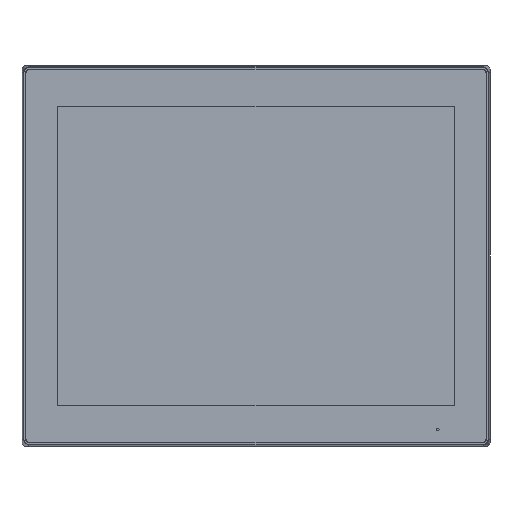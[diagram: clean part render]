
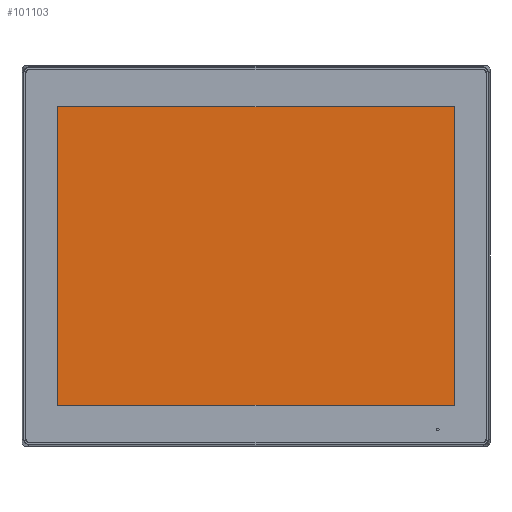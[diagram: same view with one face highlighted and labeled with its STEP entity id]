
A CAD part, top view. The second image highlights one B-rep face of the part: STEP entity #101103.
In plain terms, the highlighted planar face has unit normal (0, 0, 1).
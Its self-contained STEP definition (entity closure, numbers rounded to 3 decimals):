
#3495=LINE('',#143842,#12837);
#3496=LINE('',#143846,#12838);
#3497=LINE('',#143850,#12839);
#3498=LINE('',#143853,#12840);
#12837=VECTOR('',#116052,10.);
#12838=VECTOR('',#116055,10.);
#12839=VECTOR('',#116058,10.);
#12840=VECTOR('',#116061,10.);
#25024=FACE_OUTER_BOUND('',#30696,.T.);
#30696=EDGE_LOOP('',(#65639,#65640,#65641,#65642,#65643,#65644,#65645,#65646));
#37989=CIRCLE('',#106809,0.5);
#37990=CIRCLE('',#106810,0.5);
#37991=CIRCLE('',#106811,0.5);
#37992=CIRCLE('',#106812,0.5);
#41322=VERTEX_POINT('',#143838);
#41323=VERTEX_POINT('',#143839);
#41324=VERTEX_POINT('',#143841);
#41325=VERTEX_POINT('',#143843);
#41326=VERTEX_POINT('',#143845);
#41327=VERTEX_POINT('',#143847);
#41328=VERTEX_POINT('',#143849);
#41329=VERTEX_POINT('',#143851);
#51016=EDGE_CURVE('',#41322,#41323,#37989,.T.);
#51017=EDGE_CURVE('',#41323,#41324,#3495,.T.);
#51018=EDGE_CURVE('',#41324,#41325,#37990,.T.);
#51019=EDGE_CURVE('',#41325,#41326,#3496,.T.);
#51020=EDGE_CURVE('',#41326,#41327,#37991,.T.);
#51021=EDGE_CURVE('',#41327,#41328,#3497,.T.);
#51022=EDGE_CURVE('',#41328,#41329,#37992,.T.);
#51023=EDGE_CURVE('',#41329,#41322,#3498,.T.);
#65639=ORIENTED_EDGE('',*,*,#51016,.T.);
#65640=ORIENTED_EDGE('',*,*,#51017,.T.);
#65641=ORIENTED_EDGE('',*,*,#51018,.T.);
#65642=ORIENTED_EDGE('',*,*,#51019,.T.);
#65643=ORIENTED_EDGE('',*,*,#51020,.T.);
#65644=ORIENTED_EDGE('',*,*,#51021,.T.);
#65645=ORIENTED_EDGE('',*,*,#51022,.T.);
#65646=ORIENTED_EDGE('',*,*,#51023,.T.);
#94883=PLANE('',#106808);
#101103=ADVANCED_FACE('',(#25024),#94883,.T.);
#106808=AXIS2_PLACEMENT_3D('',#143837,#116048,#116049);
#106809=AXIS2_PLACEMENT_3D('',#143840,#116050,#116051);
#106810=AXIS2_PLACEMENT_3D('',#143844,#116053,#116054);
#106811=AXIS2_PLACEMENT_3D('',#143848,#116056,#116057);
#106812=AXIS2_PLACEMENT_3D('',#143852,#116059,#116060);
#116048=DIRECTION('center_axis',(0.,0.,1.));
#116049=DIRECTION('ref_axis',(1.,0.,0.));
#116050=DIRECTION('center_axis',(0.,0.,1.));
#116051=DIRECTION('ref_axis',(0.,-1.,0.));
#116052=DIRECTION('',(0.,-1.,0.));
#116053=DIRECTION('center_axis',(0.,0.,1.));
#116054=DIRECTION('ref_axis',(1.,0.,0.));
#116055=DIRECTION('',(1.,0.,0.));
#116056=DIRECTION('center_axis',(0.,0.,1.));
#116057=DIRECTION('ref_axis',(0.,1.,0.));
#116058=DIRECTION('',(0.,1.,0.));
#116059=DIRECTION('center_axis',(0.,0.,1.));
#116060=DIRECTION('ref_axis',(-1.,0.,0.));
#116061=DIRECTION('',(-1.,0.,0.));
#143837=CARTESIAN_POINT('Origin',(0.,0.,
20.51));
#143838=CARTESIAN_POINT('',(-152.,114.5,20.51));
#143839=CARTESIAN_POINT('',(-152.5,114.,20.51));
#143840=CARTESIAN_POINT('Origin',(-152.,114.,20.51));
#143841=CARTESIAN_POINT('',(-152.5,-114.,20.51));
#143842=CARTESIAN_POINT('',(-152.5,-57.,20.51));
#143843=CARTESIAN_POINT('',(-152.,-114.5,20.51));
#143844=CARTESIAN_POINT('Origin',(-152.,-114.,20.51));
#143845=CARTESIAN_POINT('',(152.,-114.5,20.51));
#143846=CARTESIAN_POINT('',(76.,-114.5,20.51));
#143847=CARTESIAN_POINT('',(152.5,-114.,20.51));
#143848=CARTESIAN_POINT('Origin',(152.,-114.,20.51));
#143849=CARTESIAN_POINT('',(152.5,114.,20.51));
#143850=CARTESIAN_POINT('',(152.5,57.,20.51));
#143851=CARTESIAN_POINT('',(152.,114.5,20.51));
#143852=CARTESIAN_POINT('Origin',(152.,114.,20.51));
#143853=CARTESIAN_POINT('',(-76.,114.5,20.51));
